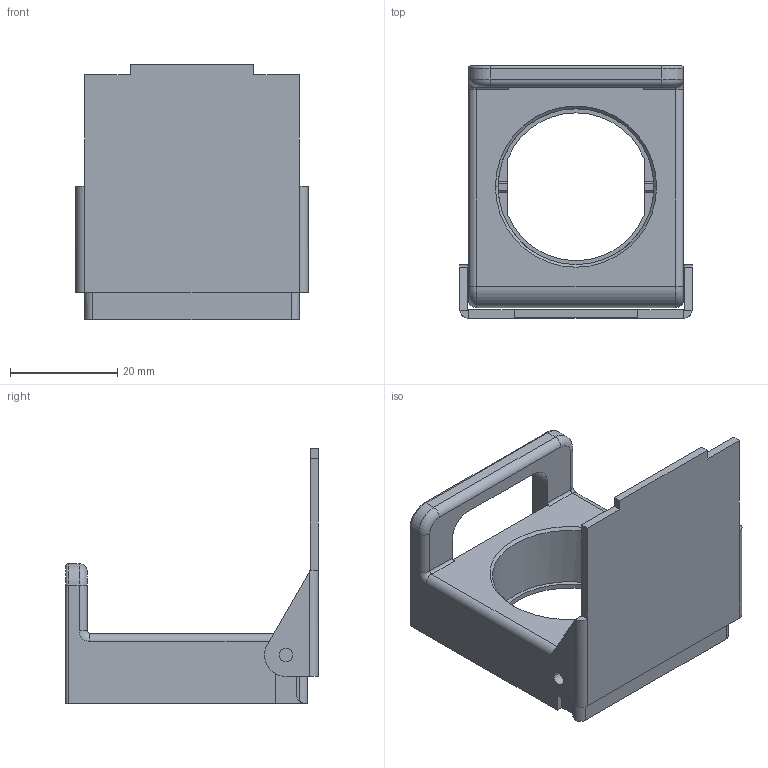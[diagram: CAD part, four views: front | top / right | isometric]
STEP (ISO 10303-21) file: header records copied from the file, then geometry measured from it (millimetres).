
FILE_DESCRIPTION((''),'2;1');
FILE_NAME('W815598730111_SW0001','2020-03-16T10:10:23',('SESA46431'),('Schneider-Electric'),'CREO PARAMETRIC BY PTC INC, 2019164','CREO PARAMETRIC BY PTC INC, 2019164','');
FILE_SCHEMA(('CONFIG_CONTROL_DESIGN'));
Length unit declared in the file: millimetre
Products named in the file (1): W815598730111_SW0001
Bounding box: 43.2 x 47 x 47.6 mm (x, y, z)
Volume: 14155.9 mm3; surface area: 13064 mm2
Topology: 2 solids, 2 shells, 282 faces, 697 edges, 418 vertices
Faces by surface type: plane 75, cylinder 74, bspline 54, torus 37, cone 34, sphere 8
Entity records: 10632 total; most frequent: CARTESIAN_POINT 4268, ORIENTED_EDGE 1378, DIRECTION 1272, EDGE_CURVE 689, AXIS2_PLACEMENT_3D 506, VERTEX_POINT 418, EDGE_LOOP 297, FACE_OUTER_BOUND 282
